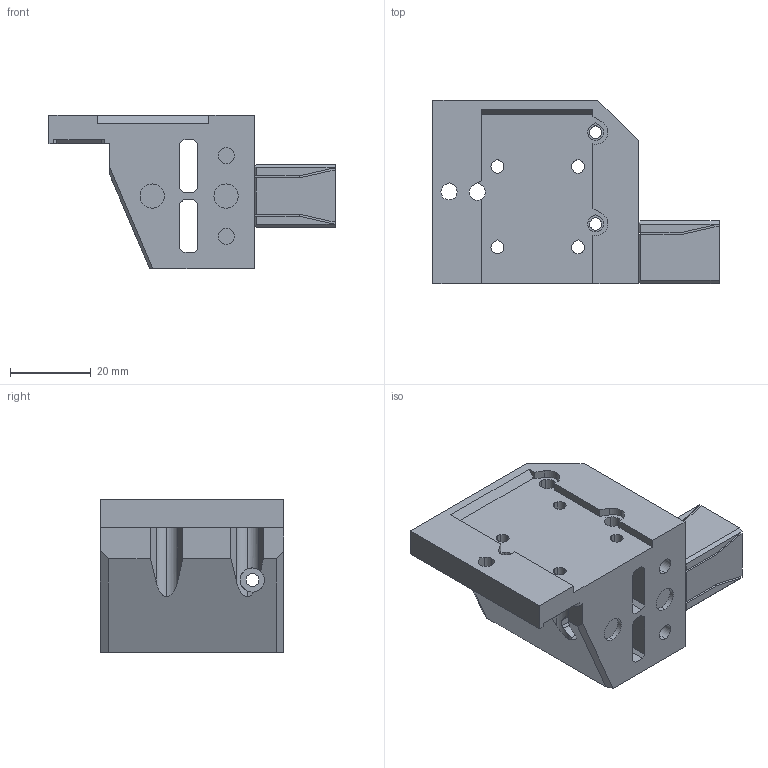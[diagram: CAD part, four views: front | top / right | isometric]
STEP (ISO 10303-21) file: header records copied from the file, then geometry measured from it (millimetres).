
FILE_DESCRIPTION(('STEP AP214'),'1');
FILE_NAME('Karetka X.stp','2024-06-14T17:26:32',('Abu'),(' '),'Spatial InterOp 3D','CST ACIS InterOp Converter 2021',' ');
FILE_SCHEMA(('AUTOMOTIVE_DESIGN { 1 0 10303 214 1 1 1 1 }'));
Length unit declared in the file: millimetre
Products named in the file (1): component2|BODY1_174
Bounding box: 71 x 45.51 x 38 mm (x, y, z)
Volume: 40433 mm3; surface area: 16874.8 mm2
Topology: 1 solids, 1 shells, 293 faces, 839 edges, 547 vertices
Faces by surface type: plane 181, cylinder 75, cone 37
Entity records: 9691 total; most frequent: CARTESIAN_POINT 1808, ORIENTED_EDGE 1674, DIRECTION 1607, EDGE_CURVE 837, LINE 581, VECTOR 581, VERTEX_POINT 547, AXIS2_PLACEMENT_3D 513
